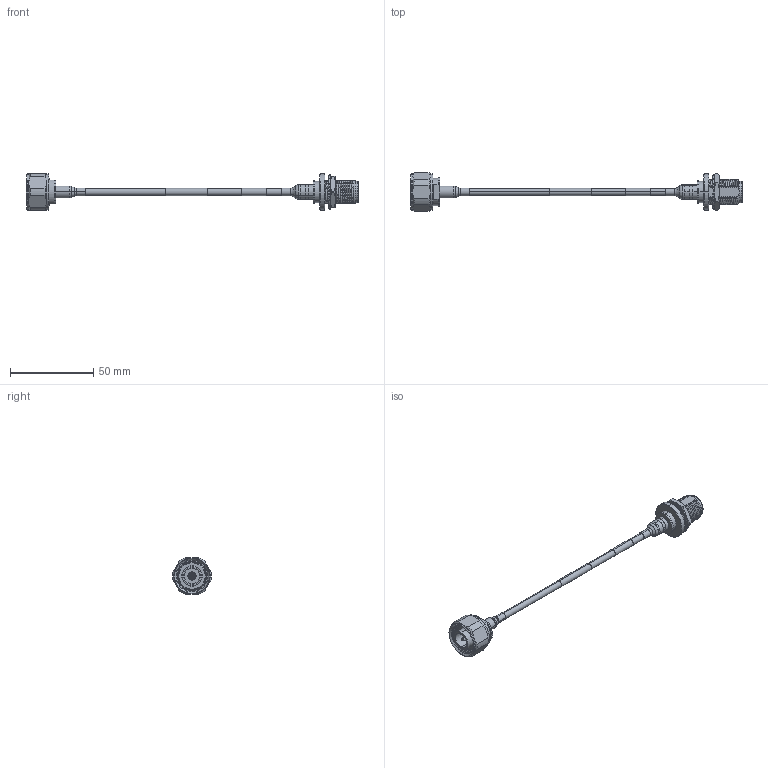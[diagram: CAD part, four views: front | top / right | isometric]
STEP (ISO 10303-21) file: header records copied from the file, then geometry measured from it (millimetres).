
FILE_DESCRIPTION (( 'STEP AP214' ), '1' );
FILE_NAME ('FMCA2477_3D.step', '2024-07-18T18:16:43', ( '' ), ( '' ), 'SwSTEP 2.0', 'SolidWorks 2022', '' );
FILE_SCHEMA (( 'AUTOMOTIVE_DESIGN' ));
Length unit declared in the file: inch
Products named in the file (6): Copy of TC-402-4195M-LP-PE^FMCA2477; Copy of TC-402-NF-BH-LP-PE^FMCA2477; Copy of TFT-402-MA1^FMCA2477_1.5; Copy of TFT-402-LF^FMCA2477_LABEL PE+FM; Copy of TFT-402-MA1^FMCA2477; FMCA2477_3D
Assembly tree (5 placements, depth 2):
  FMCA2477_3D
    Copy of TFT-402-LF^FMCA2477_LABEL PE+FM
    Copy of TC-402-4195M-LP-PE^FMCA2477
    Copy of TFT-402-MA1^FMCA2477
    Copy of TFT-402-MA1^FMCA2477_1.5
    Copy of TC-402-NF-BH-LP-PE^FMCA2477
Bounding box: 199.85 x 23.46 x 22 mm (x, y, z)
Volume: 11728.6 mm3; surface area: 12833.6 mm2
Topology: 10 solids, 10 shells, 568 faces, 1393 edges, 871 vertices
Faces by surface type: plane 165, cylinder 135, cone 127, bspline 103, torus 38
Entity records: 64470 total; most frequent: CARTESIAN_POINT 51334, ORIENTED_EDGE 2782, DIRECTION 2489, EDGE_CURVE 1391, AXIS2_PLACEMENT_3D 944, VERTEX_POINT 871, EDGE_LOOP 612, VECTOR 601
